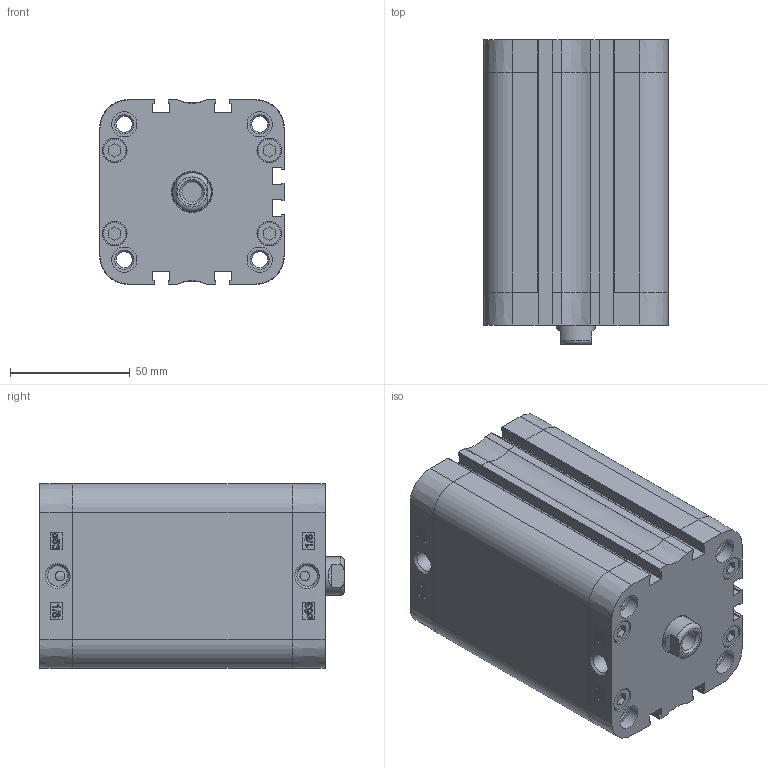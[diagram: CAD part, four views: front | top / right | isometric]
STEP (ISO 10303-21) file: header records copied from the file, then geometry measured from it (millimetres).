
FILE_DESCRIPTION((''),'2;1');
FILE_NAME('PDM063.070.GS.F.stp','2013-02-04T12:20:53',('Administrator'),(''),'Autodesk Inventor 2012','Autodesk Inventor 2012','');
FILE_SCHEMA(('CONFIG_CONTROL_DESIGN'));
Length unit declared in the file: millimetre
Products named in the file (1): PDM063.070.GS.F
Bounding box: 77 x 127 x 77 mm (x, y, z)
Volume: 299908.6 mm3; surface area: 116363.2 mm2
Topology: 1 solids, 5 shells, 820 faces, 1988 edges, 1250 vertices
Faces by surface type: plane 345, bspline 218, cylinder 141, torus 54, cone 44, sphere 18
Full cylindrical faces by diameter (mm): 4 x2, 6.3 x4, 6.647 x8, 8.047 x4, 8.376 x1, 8.566 x2, 9.8 x8, 10.3 x8, 10.5 x8, 12 x1, 16 x1, 16.5 x1, 63 x1, 65.4 x1, 65.6 x1
Entity records: 27278 total; most frequent: CARTESIAN_POINT 9090, ORIENTED_EDGE 3738, DIRECTION 3017, EDGE_CURVE 1869, VERTEX_POINT 1228, AXIS2_PLACEMENT_3D 1019, EDGE_LOOP 997, VECTOR 979
